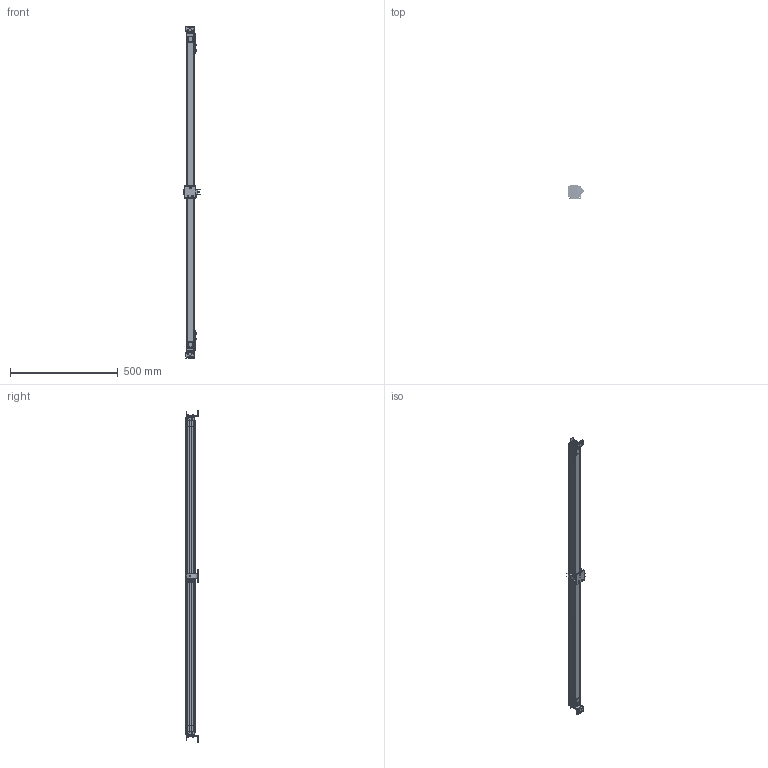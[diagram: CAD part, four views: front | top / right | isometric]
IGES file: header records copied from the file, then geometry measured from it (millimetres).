
Start section:  PTC IGES file: 192985.igs
Global section: file name: 192985.igs; native system: Creo Parametric by PTC Inc.; preprocessor: 2016260; author: pdmadmin; organization: Unknown; date: 20180308.102642; units: millimetre
Bounding box: 78.41 x 61.62 x 1540.06 mm (x, y, z)
Volume: 1042338.8 mm3; surface area: 3758603.8 mm2
Topology: 42 solids, 65 shells, 8356 faces, 43440 edges, 54854 vertices
Faces by surface type: bspline 4678, revolution 3678
